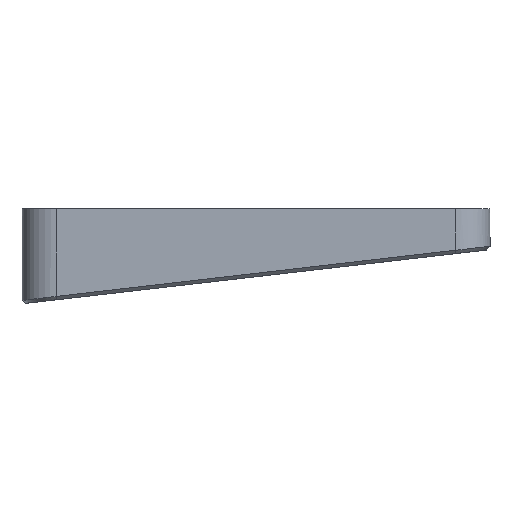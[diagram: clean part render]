
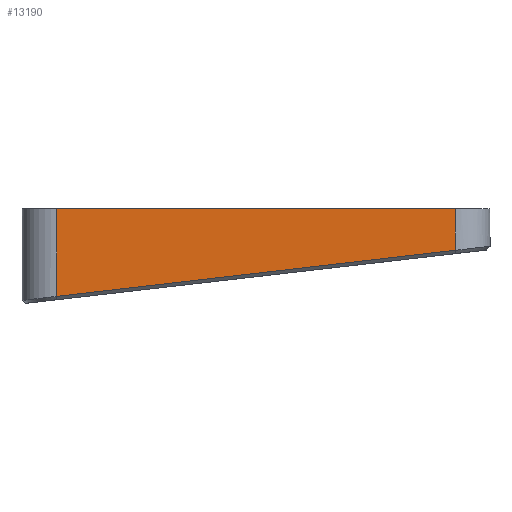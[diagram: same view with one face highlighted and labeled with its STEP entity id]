
A CAD part, left-side view. The second image highlights one B-rep face of the part: STEP entity #13190.
In plain terms, the highlighted planar face has unit normal (-1, 0, 0).
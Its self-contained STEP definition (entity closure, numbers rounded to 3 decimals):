
#888=B_SPLINE_CURVE_WITH_KNOTS('',3,(#26099,#26100,#26101,#26102),
 .UNSPECIFIED.,.F.,.F.,(4,4),(-1.582,-1.571),
 .UNSPECIFIED.);
#1491=PLANE('',#13571);
#2148=FACE_OUTER_BOUND('',#2913,.T.);
#2913=EDGE_LOOP('',(#11986,#11987,#11988,#11989,#11990));
#3944=LINE('',#25992,#5001);
#3953=LINE('',#26151,#5010);
#3954=LINE('',#26153,#5011);
#3955=LINE('',#26154,#5012);
#5001=VECTOR('',#15164,10.);
#5010=VECTOR('',#15179,10.);
#5011=VECTOR('',#15180,10.);
#5012=VECTOR('',#15181,10.);
#6465=VERTEX_POINT('',#25988);
#6466=VERTEX_POINT('',#25990);
#6467=VERTEX_POINT('',#26037);
#6473=VERTEX_POINT('',#26150);
#6474=VERTEX_POINT('',#26152);
#8337=EDGE_CURVE('',#6466,#6465,#3944,.T.);
#8346=EDGE_CURVE('',#6467,#6466,#888,.T.);
#8352=EDGE_CURVE('',#6473,#6467,#3953,.T.);
#8353=EDGE_CURVE('',#6474,#6473,#3954,.T.);
#8354=EDGE_CURVE('',#6474,#6465,#3955,.T.);
#11986=ORIENTED_EDGE('',*,*,#8337,.F.);
#11987=ORIENTED_EDGE('',*,*,#8346,.F.);
#11988=ORIENTED_EDGE('',*,*,#8352,.F.);
#11989=ORIENTED_EDGE('',*,*,#8353,.F.);
#11990=ORIENTED_EDGE('',*,*,#8354,.T.);
#13190=ADVANCED_FACE('',(#2148),#1491,.T.);
#13571=AXIS2_PLACEMENT_3D('',#26149,#15177,#15178);
#15164=DIRECTION('',(0.,0.993,-0.115));
#15177=DIRECTION('center_axis',(-1.,0.,0.));
#15178=DIRECTION('ref_axis',(0.,1.,0.));
#15179=DIRECTION('',(0.,0.,-1.));
#15180=DIRECTION('',(0.,-1.,0.));
#15181=DIRECTION('',(0.,0.,-1.));
#25988=CARTESIAN_POINT('',(-5.379,58.682,-16.65));
#25990=CARTESIAN_POINT('',(-5.379,-0.96,-9.749));
#25992=CARTESIAN_POINT('',(-5.379,37.171,-14.161));
#26037=CARTESIAN_POINT('',(-5.379,-1.018,-9.742));
#26099=CARTESIAN_POINT('Ctrl Pts',(-5.379,-1.018,-9.742));
#26100=CARTESIAN_POINT('Ctrl Pts',(-5.379,-0.999,-9.744));
#26101=CARTESIAN_POINT('Ctrl Pts',(-5.379,-0.979,-9.747));
#26102=CARTESIAN_POINT('Ctrl Pts',(-5.379,-0.96,-9.749));
#26149=CARTESIAN_POINT('Origin',(-5.379,-1.018,-3.5));
#26150=CARTESIAN_POINT('',(-5.379,-1.018,-3.5));
#26151=CARTESIAN_POINT('',(-5.379,-1.018,-3.5));
#26152=CARTESIAN_POINT('',(-5.379,58.682,-3.5));
#26153=CARTESIAN_POINT('',(-5.379,58.682,-3.5));
#26154=CARTESIAN_POINT('',(-5.379,58.682,-3.5));
